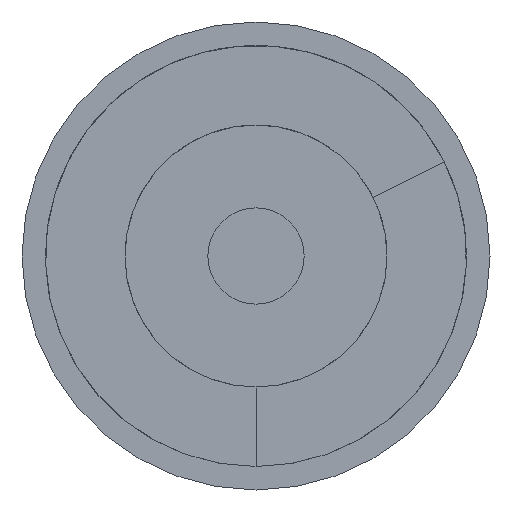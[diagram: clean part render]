
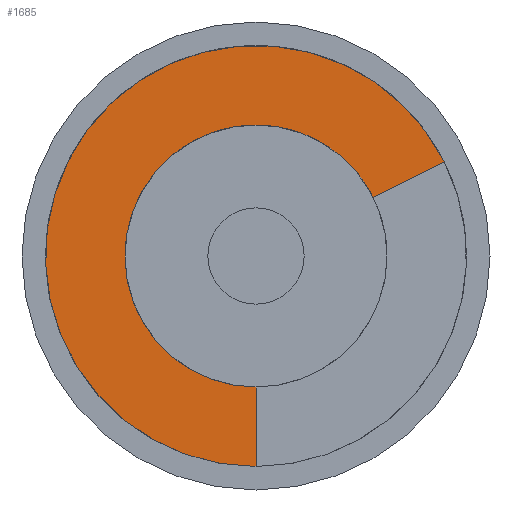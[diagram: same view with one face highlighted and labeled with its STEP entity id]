
A CAD part, front view. The second image highlights one B-rep face of the part: STEP entity #1685.
In plain terms, the highlighted planar face has unit normal (0, -1, 0).
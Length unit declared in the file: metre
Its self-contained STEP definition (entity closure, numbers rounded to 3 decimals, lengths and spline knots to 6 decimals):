
#119=PLANE('',#1861);
#177=LINE('',#5073,#233);
#178=LINE('',#5074,#234);
#233=VECTOR('',#2241,1.);
#234=VECTOR('',#2242,1.);
#516=ORIENTED_EDGE('',*,*,#728,.F.);
#517=ORIENTED_EDGE('',*,*,#810,.T.);
#518=ORIENTED_EDGE('',*,*,#667,.F.);
#519=ORIENTED_EDGE('',*,*,#811,.T.);
#667=EDGE_CURVE('',#881,#883,#1050,.F.);
#728=EDGE_CURVE('',#938,#939,#1081,.T.);
#810=EDGE_CURVE('',#938,#883,#177,.T.);
#811=EDGE_CURVE('',#881,#939,#178,.T.);
#881=VERTEX_POINT('',#2526);
#883=VERTEX_POINT('',#2529);
#938=VERTEX_POINT('',#2655);
#939=VERTEX_POINT('',#2657);
#1050=CIRCLE('',#1772,0.0094);
#1081=CIRCLE('',#1814,0.00585);
#1236=EDGE_LOOP('',(#516,#517,#518,#519));
#1440=FACE_BOUND('',#1236,.T.);
#1685=ADVANCED_FACE('',(#1440),#119,.T.);
#1772=AXIS2_PLACEMENT_3D('',#2528,#2008,#2009);
#1814=AXIS2_PLACEMENT_3D('',#2656,#2122,#2123);
#1861=AXIS2_PLACEMENT_3D('',#5072,#2239,#2240);
#2008=DIRECTION('',(0.,-1.,0.));
#2009=DIRECTION('',(0.,0.,-1.));
#2122=DIRECTION('',(0.,-1.,0.));
#2123=DIRECTION('',(0.,0.,-1.));
#2239=DIRECTION('',(0.,-1.,0.));
#2240=DIRECTION('',(1.,0.,0.));
#2241=DIRECTION('',(0.894,0.,0.449));
#2242=DIRECTION('',(0.,0.,1.));
#2526=CARTESIAN_POINT('',(0.,-0.0028,-0.0094));
#2528=CARTESIAN_POINT('',(0.,-0.0028,0.));
#2529=CARTESIAN_POINT('',(0.008401,-0.0028,0.004217));
#2655=CARTESIAN_POINT('',(0.005228,-0.0028,0.002624));
#2656=CARTESIAN_POINT('',(0.,-0.0028,0.));
#2657=CARTESIAN_POINT('',(0.,-0.0028,-0.00585));
#5072=CARTESIAN_POINT('',(0.,-0.0028,0.));
#5073=CARTESIAN_POINT('',(0.0042,-0.0028,0.002109));
#5074=CARTESIAN_POINT('',(0.,-0.0028,-0.0047));
